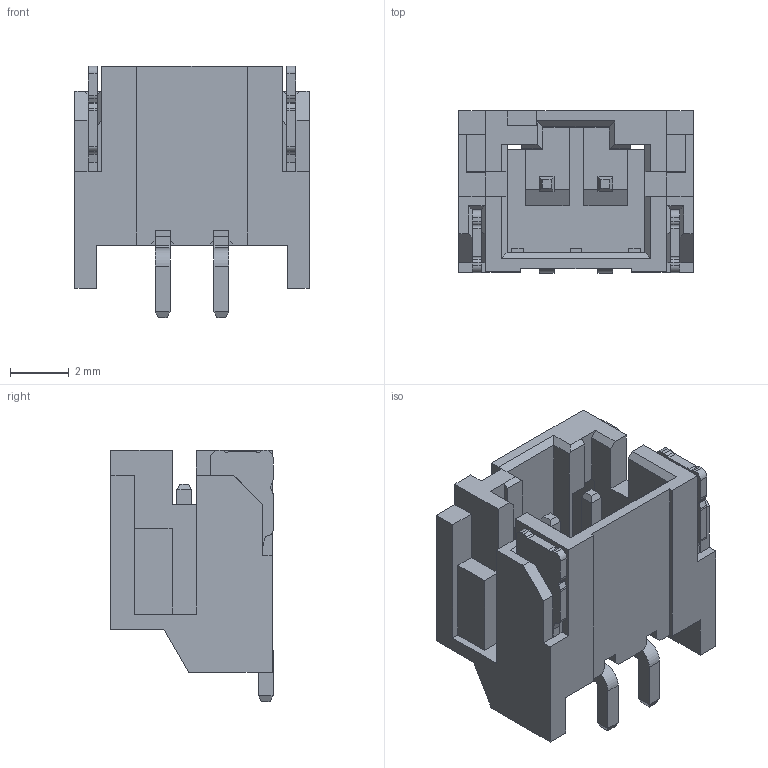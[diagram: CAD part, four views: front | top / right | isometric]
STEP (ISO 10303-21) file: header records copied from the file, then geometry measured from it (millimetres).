
FILE_DESCRIPTION((''),'2;1');
FILE_NAME('X2016WRS-02-9TSW','2021-04-27T',('cwg'),(''),'PRO/ENGINEER BY PARAMETRIC TECHNOLOGY CORPORATION, 2010280','PRO/ENGINEER BY PARAMETRIC TECHNOLOGY CORPORATION, 2010280','');
FILE_SCHEMA(('CONFIG_CONTROL_DESIGN'));
Length unit declared in the file: millimetre
Products named in the file (1): X2016WRS-02-9TSW
Bounding box: 8 x 5.54 x 8.58 mm (x, y, z)
Volume: 143.6 mm3; surface area: 487.5 mm2
Topology: 1 solids, 1 shells, 292 faces, 835 edges, 546 vertices
Faces by surface type: plane 258, cylinder 34
Entity records: 9397 total; most frequent: CARTESIAN_POINT 1673, ORIENTED_EDGE 1670, DIRECTION 1487, EDGE_CURVE 835, VECTOR 767, LINE 767, VERTEX_POINT 546, AXIS2_PLACEMENT_3D 360
